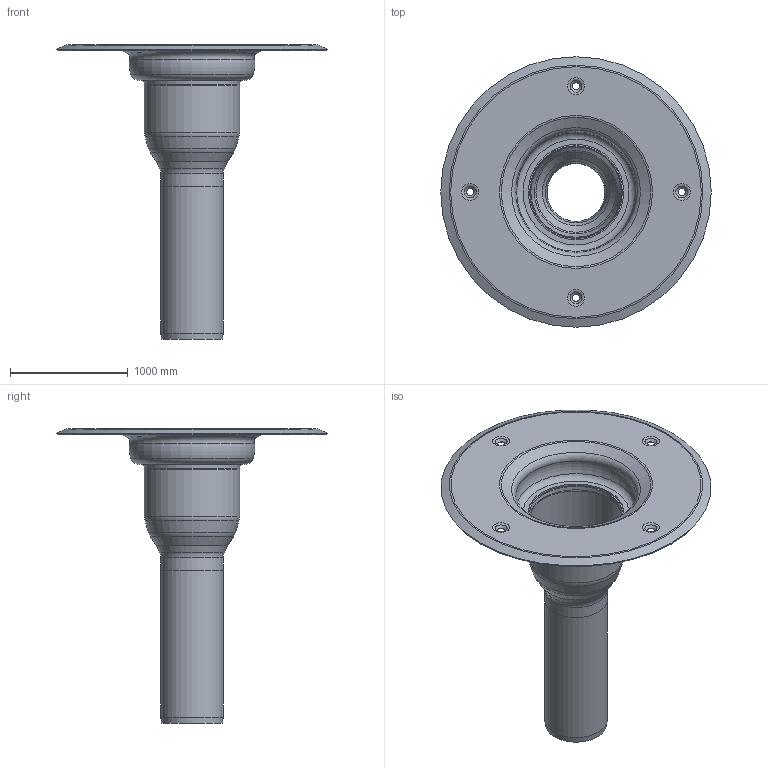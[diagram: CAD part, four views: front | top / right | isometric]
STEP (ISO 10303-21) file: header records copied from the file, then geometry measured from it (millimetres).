
FILE_DESCRIPTION(/* description */ (''),/* implementation_level */ '2;1');
FILE_NAME(/* name */ '15279.050X_3D.stp',/* time_stamp */ '2024-12-11T14:55:56+01:00',/* author */ ('CAD'),/* organization */ (''),/* preprocessor_version */ 'ST-DEVELOPER v20',/* originating_system */ 'AutoCAD Mechanical',/* authorisation */ '');
FILE_SCHEMA (('AUTOMOTIVE_DESIGN { 1 0 10303 214 3 1 1 }'));
Length unit declared in the file: centimetre
Products named in the file (2): Product; *S0
Assembly tree (1 placements, depth 2):
  Product
    *S0
Bounding box: 2300 x 2300 x 2500 mm (x, y, z)
Volume: 128957603.8 mm3; surface area: 17305158.6 mm2
Topology: 4 solids, 4 shells, 72 faces, 176 edges, 112 vertices
Faces by surface type: cone 30, torus 28, cylinder 7, plane 7
Full cylindrical faces by diameter (mm): 500 x2, 530 x2, 778 x1, 810 x2
Entity records: 2282 total; most frequent: DIRECTION 464, CARTESIAN_POINT 363, ORIENTED_EDGE 350, AXIS2_PLACEMENT_3D 213, EDGE_CURVE 175, CIRCLE 138, VERTEX_POINT 110, EDGE_LOOP 87
